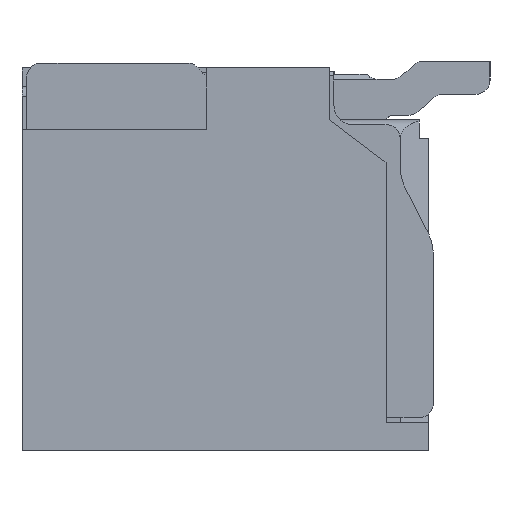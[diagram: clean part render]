
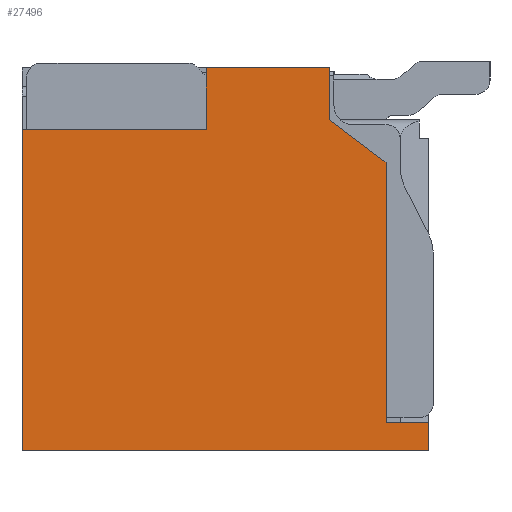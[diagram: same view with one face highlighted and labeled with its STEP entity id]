
A CAD part, left-side view. The second image highlights one B-rep face of the part: STEP entity #27496.
In plain terms, the highlighted planar face has unit normal (-1, 0, 0).
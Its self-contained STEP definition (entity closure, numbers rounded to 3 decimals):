
#342 = ORIENTED_EDGE ( 'NONE', *, *, #6378, .F. ) ;
#754 = LINE ( 'NONE', #896, #10531 ) ;
#896 = CARTESIAN_POINT ( 'NONE',  ( -7.25, 0., -1.725 ) ) ;
#974 = VERTEX_POINT ( 'NONE', #3023 ) ;
#1022 = DIRECTION ( 'NONE',  ( 0., 0., -1. ) ) ;
#1289 = VERTEX_POINT ( 'NONE', #14199 ) ;
#1413 = EDGE_CURVE ( 'NONE', #4991, #14483, #18877, .T. ) ;
#2497 = DIRECTION ( 'NONE',  ( 0., -1., 0. ) ) ;
#2532 = DIRECTION ( 'NONE',  ( 0., 0., -1. ) ) ;
#3023 = CARTESIAN_POINT ( 'NONE',  ( -7.25, 2.15, -2.025 ) ) ;
#3063 = LINE ( 'NONE', #9737, #23204 ) ;
#3239 = CARTESIAN_POINT ( 'NONE',  ( -7.25, -2.15, -1.725 ) ) ;
#3461 = VERTEX_POINT ( 'NONE', #3239 ) ;
#3837 = VERTEX_POINT ( 'NONE', #5585 ) ;
#4423 = EDGE_CURVE ( 'NONE', #3837, #974, #6987, .T. ) ;
#4898 = VECTOR ( 'NONE', #15252, 1000. ) ;
#4991 = VERTEX_POINT ( 'NONE', #13270 ) ;
#5585 = CARTESIAN_POINT ( 'NONE',  ( -7.25, -2.15, -2.025 ) ) ;
#5893 = VERTEX_POINT ( 'NONE', #9952 ) ;
#6105 = CARTESIAN_POINT ( 'NONE',  ( -7.25, 0.2, 1.375 ) ) ;
#6164 = EDGE_CURVE ( 'NONE', #14483, #5893, #13753, .T. ) ;
#6378 = EDGE_CURVE ( 'NONE', #13909, #3461, #754, .T. ) ;
#6893 = ORIENTED_EDGE ( 'NONE', *, *, #12251, .F. ) ;
#6894 = EDGE_LOOP ( 'NONE', ( #13876, #26125, #342, #6893, #10467, #15505, #12785, #17624, #9657, #15703 ) ) ;
#6987 = LINE ( 'NONE', #9400, #14021 ) ;
#8104 = CARTESIAN_POINT ( 'NONE',  ( -7.25, 0., 2.025 ) ) ;
#8291 = CARTESIAN_POINT ( 'NONE',  ( -7.25, -1.1, 1.475 ) ) ;
#8996 = DIRECTION ( 'NONE',  ( 0., 0., -1. ) ) ;
#9051 = AXIS2_PLACEMENT_3D ( 'NONE', #17787, #17382, #8996 ) ;
#9400 = CARTESIAN_POINT ( 'NONE',  ( -7.25, 0., -2.025 ) ) ;
#9657 = ORIENTED_EDGE ( 'NONE', *, *, #25430, .F. ) ;
#9737 = CARTESIAN_POINT ( 'NONE',  ( -7.25, 0.2, 0. ) ) ;
#9876 = LINE ( 'NONE', #18517, #19221 ) ;
#9952 = CARTESIAN_POINT ( 'NONE',  ( -7.25, -1.1, 1.475 ) ) ;
#9983 = CARTESIAN_POINT ( 'NONE',  ( -7.25, -1.7, 0. ) ) ;
#10205 = VECTOR ( 'NONE', #16766, 1000. ) ;
#10467 = ORIENTED_EDGE ( 'NONE', *, *, #21634, .F. ) ;
#10531 = VECTOR ( 'NONE', #24732, 1000. ) ;
#11312 = CARTESIAN_POINT ( 'NONE',  ( -7.25, 0., 1.375 ) ) ;
#11548 = LINE ( 'NONE', #9983, #11732 ) ;
#11732 = VECTOR ( 'NONE', #1022, 1000. ) ;
#11741 = DIRECTION ( 'NONE',  ( 0., 0., 1. ) ) ;
#12251 = EDGE_CURVE ( 'NONE', #18747, #13909, #11548, .T. ) ;
#12362 = VERTEX_POINT ( 'NONE', #6105 ) ;
#12785 = ORIENTED_EDGE ( 'NONE', *, *, #1413, .F. ) ;
#13270 = CARTESIAN_POINT ( 'NONE',  ( -7.25, 0.2, 2.025 ) ) ;
#13308 = EDGE_CURVE ( 'NONE', #3837, #3461, #24630, .T. ) ;
#13597 = VECTOR ( 'NONE', #2532, 1000. ) ;
#13753 = LINE ( 'NONE', #20160, #13597 ) ;
#13861 = CARTESIAN_POINT ( 'NONE',  ( -7.25, -2.15, -0.375 ) ) ;
#13876 = ORIENTED_EDGE ( 'NONE', *, *, #4423, .F. ) ;
#13909 = VERTEX_POINT ( 'NONE', #14037 ) ;
#14021 = VECTOR ( 'NONE', #24567, 1000. ) ;
#14037 = CARTESIAN_POINT ( 'NONE',  ( -7.25, -1.7, -1.725 ) ) ;
#14199 = CARTESIAN_POINT ( 'NONE',  ( -7.25, 2.15, 1.375 ) ) ;
#14483 = VERTEX_POINT ( 'NONE', #19384 ) ;
#15252 = DIRECTION ( 'NONE',  ( 0., -0.8, -0.6 ) ) ;
#15293 = CARTESIAN_POINT ( 'NONE',  ( -7.25, -1.7, 1.025 ) ) ;
#15505 = ORIENTED_EDGE ( 'NONE', *, *, #6164, .F. ) ;
#15703 = ORIENTED_EDGE ( 'NONE', *, *, #18928, .F. ) ;
#16766 = DIRECTION ( 'NONE',  ( 0., -1., 0. ) ) ;
#16898 = VECTOR ( 'NONE', #2497, 1000. ) ;
#17382 = DIRECTION ( 'NONE',  ( 1., 0., 0. ) ) ;
#17624 = ORIENTED_EDGE ( 'NONE', *, *, #24552, .F. ) ;
#17787 = CARTESIAN_POINT ( 'NONE',  ( -7.25, 0., 0. ) ) ;
#18118 = DIRECTION ( 'NONE',  ( 0., 0., 1. ) ) ;
#18517 = CARTESIAN_POINT ( 'NONE',  ( -7.25, 2.15, 0. ) ) ;
#18747 = VERTEX_POINT ( 'NONE', #15293 ) ;
#18877 = LINE ( 'NONE', #8104, #10205 ) ;
#18928 = EDGE_CURVE ( 'NONE', #974, #1289, #9876, .T. ) ;
#19221 = VECTOR ( 'NONE', #25024, 1000. ) ;
#19384 = CARTESIAN_POINT ( 'NONE',  ( -7.25, -1.1, 2.025 ) ) ;
#19419 = LINE ( 'NONE', #11312, #16898 ) ;
#20160 = CARTESIAN_POINT ( 'NONE',  ( -7.25, -1.1, 0. ) ) ;
#21634 = EDGE_CURVE ( 'NONE', #5893, #18747, #23891, .T. ) ;
#22050 = PLANE ( 'NONE',  #9051 ) ;
#23204 = VECTOR ( 'NONE', #18118, 1000. ) ;
#23891 = LINE ( 'NONE', #8291, #4898 ) ;
#24552 = EDGE_CURVE ( 'NONE', #12362, #4991, #3063, .T. ) ;
#24567 = DIRECTION ( 'NONE',  ( 0., 1., 0. ) ) ;
#24630 = LINE ( 'NONE', #13861, #27745 ) ;
#24732 = DIRECTION ( 'NONE',  ( 0., -1., 0. ) ) ;
#25024 = DIRECTION ( 'NONE',  ( 0., 0., 1. ) ) ;
#25430 = EDGE_CURVE ( 'NONE', #1289, #12362, #19419, .T. ) ;
#26125 = ORIENTED_EDGE ( 'NONE', *, *, #13308, .T. ) ;
#26549 = FACE_OUTER_BOUND ( 'NONE', #6894, .T. ) ;
#27496 = ADVANCED_FACE ( 'NONE', ( #26549 ), #22050, .F. ) ;
#27745 = VECTOR ( 'NONE', #11741, 1000. ) ;
